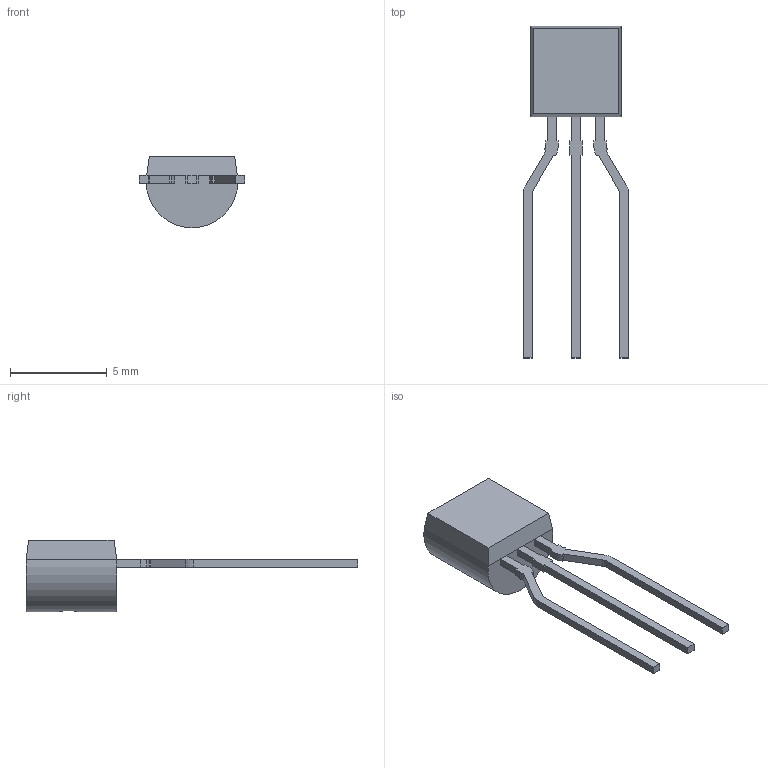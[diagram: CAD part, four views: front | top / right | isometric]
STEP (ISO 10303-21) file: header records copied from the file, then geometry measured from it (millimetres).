
FILE_DESCRIPTION (( 'STEP AP214' ), '1' );
FILE_NAME ('BC337-16 A1.STEP', '2022-05-27T16:56:37', ( '' ), ( '' ), 'SwSTEP 2.0', 'SolidWorks 2017', '' );
FILE_SCHEMA (( 'AUTOMOTIVE_DESIGN' ));
Length unit declared in the file: millimetre
Products named in the file (2): BC337-16 A1
Assembly tree (1 placements, depth 2):
  BC337-16 A1
    BC337-16 A1
Bounding box: 5.45 x 17.2 x 3.7 mm (x, y, z)
Volume: 76.6 mm3; surface area: 164.2 mm2
Topology: 4 solids, 4 shells, 65 faces, 164 edges, 108 vertices
Faces by surface type: plane 54, cylinder 11
Entity records: 2033 total; most frequent: CARTESIAN_POINT 359, ORIENTED_EDGE 328, DIRECTION 320, EDGE_CURVE 164, VECTOR 142, LINE 142, VERTEX_POINT 108, AXIS2_PLACEMENT_3D 89
